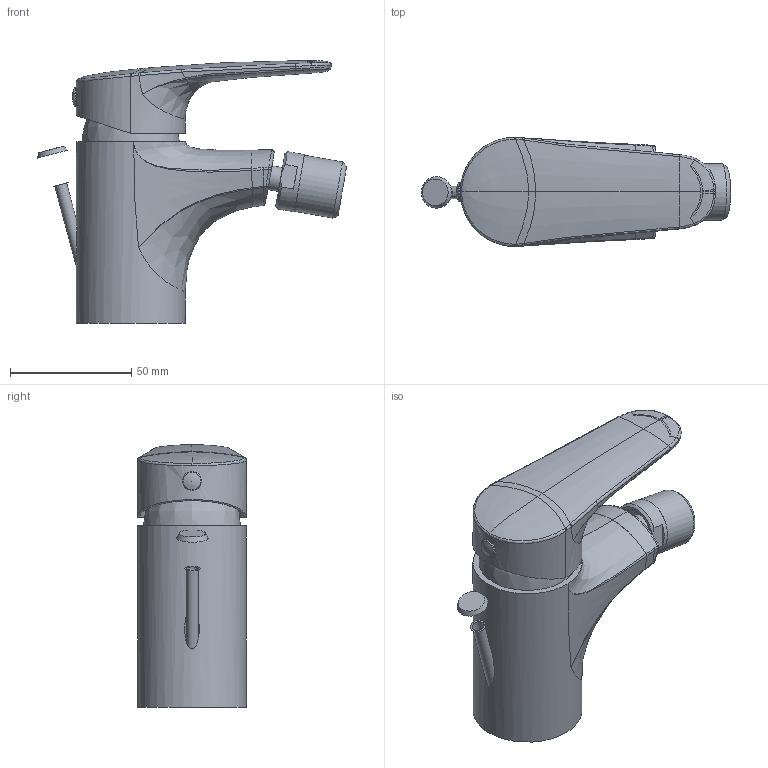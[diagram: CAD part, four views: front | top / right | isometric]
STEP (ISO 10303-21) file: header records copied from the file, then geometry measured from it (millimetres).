
FILE_DESCRIPTION(/* description */ (''),/* implementation_level */ '2;1');
FILE_NAME(/* name */ 'TVB10520111061_asm.step',/* time_stamp */ '2023-01-11T16:30:57+01:00',/* author */ (''),/* organization */ (''),/* preprocessor_version */ 'ST-DEVELOPER v19.2',/* originating_system */ 'Autodesk Translation Framework v11.17.0.187',/* authorisation */ '');
FILE_SCHEMA (('AUTOMOTIVE_DESIGN { 1 0 10303 214 3 1 1 }'));
Length unit declared in the file: millimetre
Products named in the file (16): (Nicht gespeichert); 80O35WNT2; WC-SPRAY-M16X1_ASM; 83R01010; 81T49144; M22011_ASM; 22X1-02; 80N81051; C01011_ASM; ASM0003_ASM; NGP22A; Komponente51; Komponente52; Komponente53; Komponente54; Komponente15
Assembly tree (15 placements, depth 4):
  (Nicht gespeichert)
    80O35WNT2
    WC-SPRAY-M16X1_ASM
      83R01010
      81T49144
      M22011_ASM
        22X1-02
    80N81051
    C01011_ASM
      ASM0003_ASM
        NGP22A
    Komponente51
    Komponente52
    Komponente53
      Komponente54
    Komponente15
Bounding box: 127.76 x 45 x 108.53 mm (x, y, z)
Volume: 172627.2 mm3; surface area: 41857.9 mm2
Topology: 6 solids, 9 shells, 221 faces, 498 edges, 302 vertices
Faces by surface type: bspline 109, plane 51, cylinder 33, cone 15, torus 7, sphere 6
Full cylindrical faces by diameter (mm): 5 x1, 6 x1, 6.7 x1, 7.85 x1, 8 x1, 10 x1, 16.2 x1, 17.4 x1, 18 x1, 18.9 x1, 19 x1, 20 x1, 20.6 x1, 23.5 x1, 24 x1, 33 x1, 45 x1
Entity records: 18708 total; most frequent: CARTESIAN_POINT 13960, ORIENTED_EDGE 982, DIRECTION 794, EDGE_CURVE 495, AXIS2_PLACEMENT_3D 343, VERTEX_POINT 302, EDGE_LOOP 248, FACE_OUTER_BOUND 221
